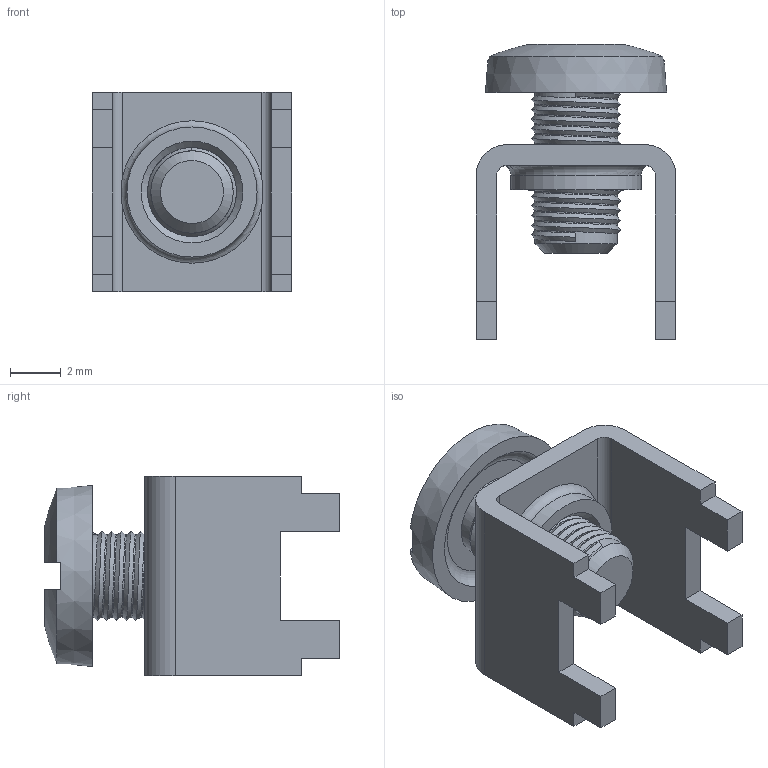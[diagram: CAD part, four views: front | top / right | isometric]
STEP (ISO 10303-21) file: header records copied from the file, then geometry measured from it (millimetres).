
FILE_DESCRIPTION(/* description */ (''),/* implementation_level */ '2;1');
FILE_NAME(/* name */ 'ScrewTerminalAssembly.iam.step',/* time_stamp */ '2017-01-04T15:03:39-08:00',/* author */ ('PhillipD'),/* organization */ (''),/* preprocessor_version */ 'ST-DEVELOPER v16.5',/* originating_system */ 'Autodesk Inventor 2017',/* authorisation */ '');
FILE_SCHEMA (('AUTOMOTIVE_DESIGN { 1 0 10303 214 3 1 1 }'));
Length unit declared in the file: millimetre
Products named in the file (3): ScrewTerminalAssembly; ScrewTerminalBase; ScrewTerminalScrew
Assembly tree (2 placements, depth 2):
  ScrewTerminalAssembly
    ScrewTerminalBase
    ScrewTerminalScrew
Bounding box: 7.87 x 11.63 x 7.87 mm (x, y, z)
Volume: 226.6 mm3; surface area: 574 mm2
Topology: 2 solids, 2 shells, 95 faces, 261 edges, 172 vertices
Faces by surface type: plane 58, cylinder 22, bspline 8, cone 5, torus 2
Full cylindrical faces by diameter (mm): 3.251 x15, 3.505 x2, 5.131 x1
Entity records: 4703 total; most frequent: CARTESIAN_POINT 2681, ORIENTED_EDGE 400, DIRECTION 386, EDGE_CURVE 200, LINE 148, VECTOR 148, VERTEX_POINT 137, AXIS2_PLACEMENT_3D 119
